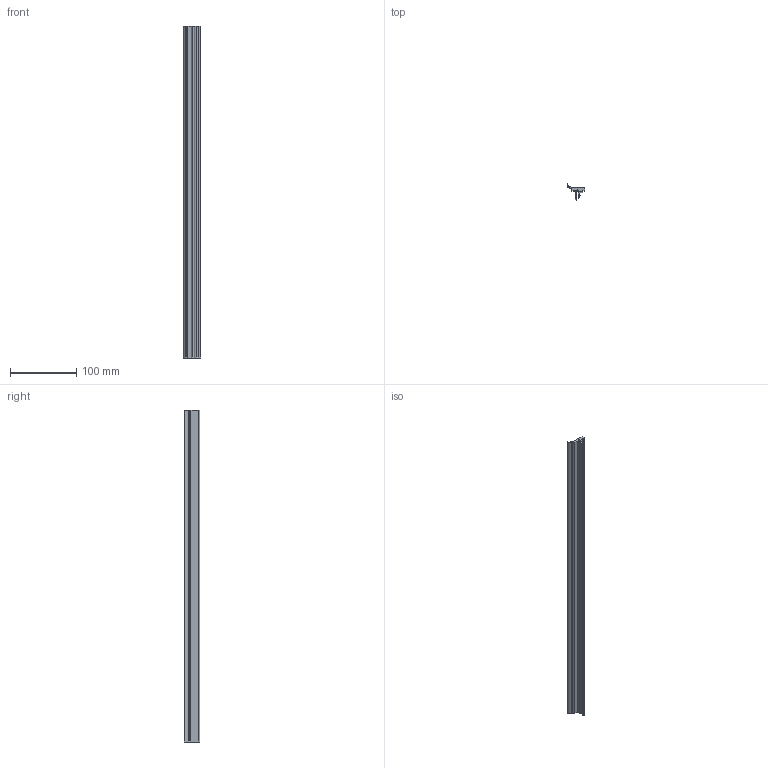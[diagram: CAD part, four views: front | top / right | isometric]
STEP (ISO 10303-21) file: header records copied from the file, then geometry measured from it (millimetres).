
FILE_DESCRIPTION (( 'STEP AP214' ), '1' );
FILE_NAME ('7228052', '2019-02-04T09:42:47', ( '' ), ('JUGARD+KÜNSTNER GmbH'), 'SwSTEP 2.0', 'SolidWorks 2017', '' );
FILE_SCHEMA (( 'AUTOMOTIVE_DESIGN' ));
Length unit declared in the file: millimetre
Products named in the file (1): 7228052_CNAJF00
Bounding box: 27 x 23.4 x 500 mm (x, y, z)
Volume: 75340.7 mm3; surface area: 58350.1 mm2
Topology: 1 solids, 1 shells, 29 faces, 81 edges, 54 vertices
Faces by surface type: plane 19, cylinder 10
Entity records: 969 total; most frequent: CARTESIAN_POINT 165, ORIENTED_EDGE 162, DIRECTION 161, EDGE_CURVE 81, VECTOR 61, LINE 61, VERTEX_POINT 54, AXIS2_PLACEMENT_3D 50
